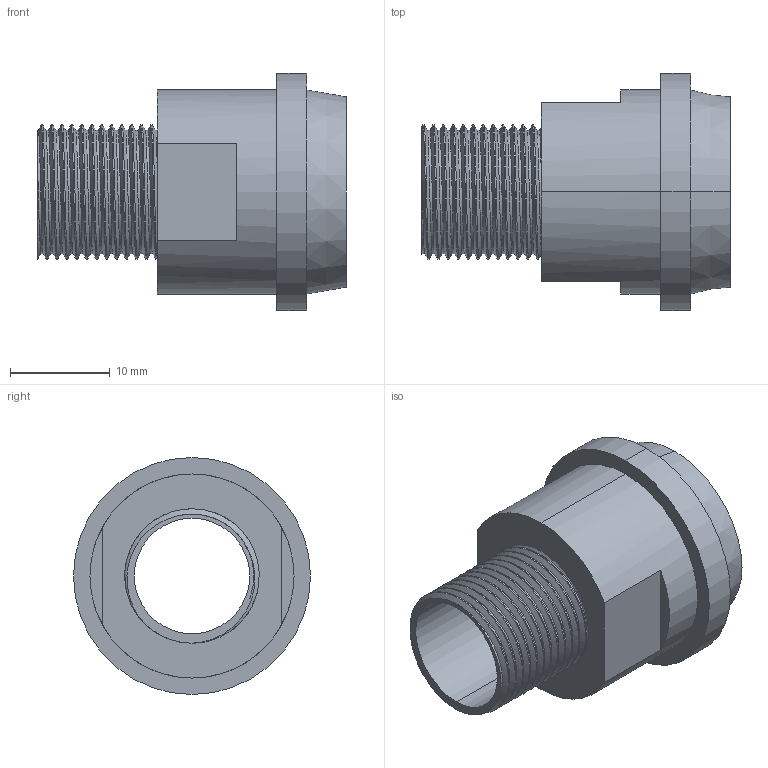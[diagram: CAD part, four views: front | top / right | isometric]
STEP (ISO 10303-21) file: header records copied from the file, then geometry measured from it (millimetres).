
FILE_DESCRIPTION (( 'STEP AP203' ), '1' );
FILE_NAME ('3D_R131-UE_1-4_17102410.STEP', '2024-08-15T07:59:15', ( '' ), ( '' ), 'SwSTEP 2.0', 'SolidWorks 2024', '' );
FILE_SCHEMA (( 'CONFIG_CONTROL_DESIGN' ));
Length unit declared in the file: millimetre
Products named in the file (1): 3D_R131-UE_1-4_17102410
Bounding box: 31 x 23.8 x 23.8 mm (x, y, z)
Volume: 4680.6 mm3; surface area: 3829.4 mm2
Topology: 1 solids, 1 shells, 47 faces, 122 edges, 80 vertices
Faces by surface type: cylinder 31, plane 10, bspline 4, cone 2
Entity records: 4063 total; most frequent: CARTESIAN_POINT 2986, ORIENTED_EDGE 244, DIRECTION 176, EDGE_CURVE 122, VERTEX_POINT 80, AXIS2_PLACEMENT_3D 66, EDGE_LOOP 52, ADVANCED_FACE 47
